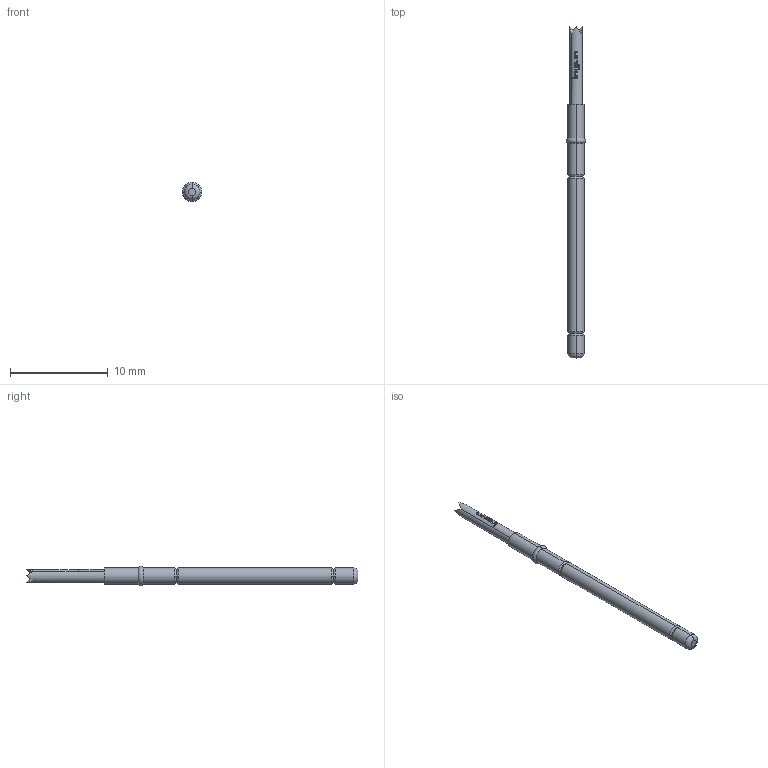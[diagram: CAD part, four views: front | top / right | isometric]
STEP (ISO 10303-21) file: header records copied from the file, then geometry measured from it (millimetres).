
FILE_DESCRIPTION (( 'STEP AP203' ), '1' );
FILE_NAME ('INGUN_GKS-912_204_130_A_xx04.STEP', '2021-09-27T12:05:13', ( 'ochi' ), ( '' ), 'SwSTEP 2.0', 'SolidWorks 2018', '' );
FILE_SCHEMA (( 'CONFIG_CONTROL_DESIGN' ));
Length unit declared in the file: millimetre
Products named in the file (1): INGUN_GKS-912_204_130_A_xx04
Bounding box: 2 x 34 x 2 mm (x, y, z)
Volume: 65.7 mm3; surface area: 172.9 mm2
Topology: 1 solids, 1 shells, 100 faces, 256 edges, 165 vertices
Faces by surface type: plane 50, bspline 22, cylinder 16, torus 12
Entity records: 4037 total; most frequent: CARTESIAN_POINT 1956, ORIENTED_EDGE 512, DIRECTION 264, EDGE_CURVE 256, B_SPLINE_CURVE_WITH_KNOTS 186, VERTEX_POINT 165, AXIS2_PLACEMENT_3D 123, EDGE_LOOP 107
